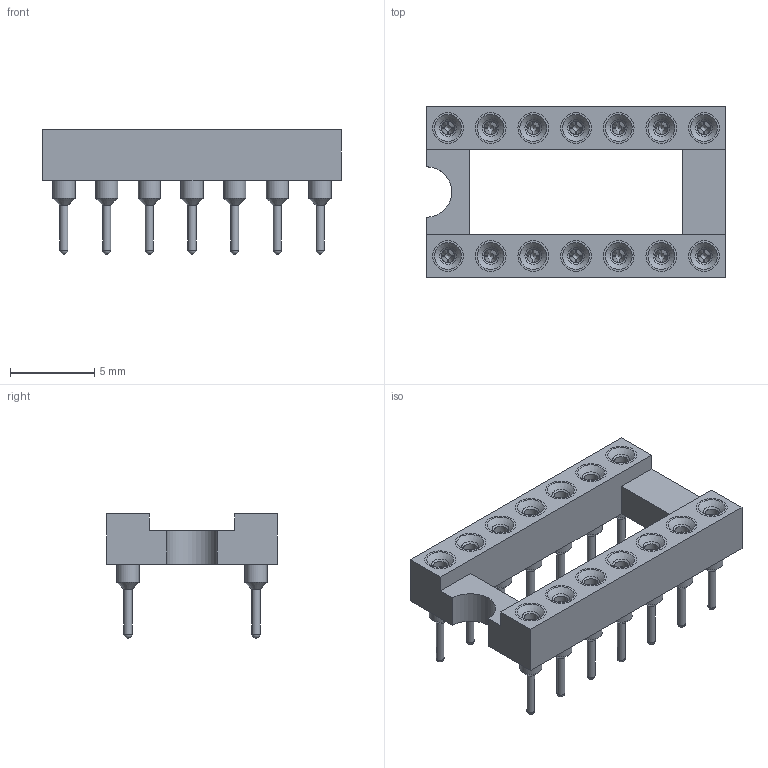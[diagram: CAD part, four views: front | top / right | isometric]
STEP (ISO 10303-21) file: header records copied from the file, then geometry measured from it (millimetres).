
FILE_DESCRIPTION(('STEP AP214'), '1');
FILE_NAME('SCxM', '', ('UNSPECIFIED'), ('UNSPECIFIED'), 'ASCON STEP Converter 1.6', 'ASCON Math Kernel', '');
FILE_SCHEMA(('AUTOMOTIVE_DESIGN { 1 0 10303 214 3 1 1}'));
Length unit declared in the file: millimetre
Products named in the file (1): SCSM
Bounding box: 17.78 x 10.16 x 7.4 mm (x, y, z)
Volume: 308.1 mm3; surface area: 1341.3 mm2
Topology: 29 solids, 29 shells, 575 faces, 1274 edges, 742 vertices
Faces by surface type: plane 280, cone 168, cylinder 113, sphere 14
Full cylindrical faces by diameter (mm): 0.48 x14, 0.8 x14, 1 x28, 1.32 x28, 1.83 x28
Entity records: 21446 total; most frequent: CARTESIAN_POINT 4818, DIRECTION 2568, ORIENTED_EDGE 2128, AXIS2_PLACEMENT_3D 1152, EDGE_CURVE 1064, EDGE_LOOP 800, VERTEX_POINT 714, COLOUR_RGB 604
